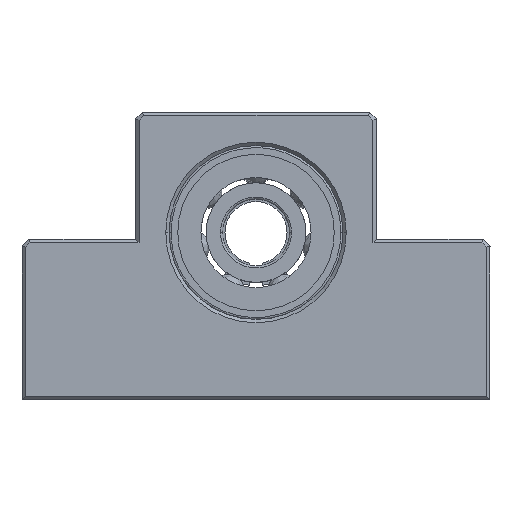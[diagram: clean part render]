
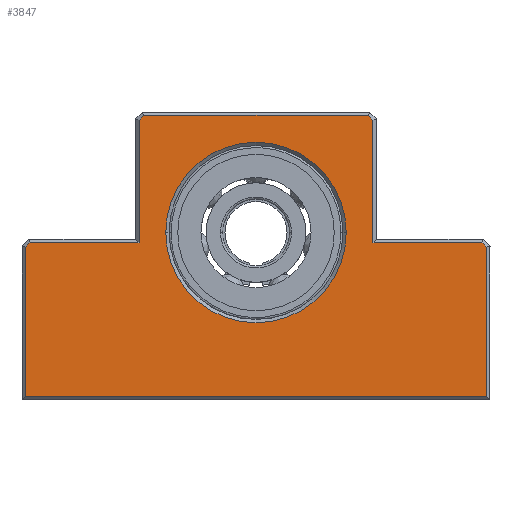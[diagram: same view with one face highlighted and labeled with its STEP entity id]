
A CAD part, top view. The second image highlights one B-rep face of the part: STEP entity #3847.
In plain terms, the highlighted planar face has unit normal (0, 0, 1).
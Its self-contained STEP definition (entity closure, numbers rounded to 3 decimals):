
#309 = VERTEX_POINT ( 'NONE', #2431 ) ;
#422 = EDGE_CURVE ( 'NONE', #1961, #15231, #5585, .T. ) ;
#1116 = DIRECTION ( 'NONE',  ( 0., 0., 1. ) ) ;
#1227 = ORIENTED_EDGE ( 'NONE', *, *, #14696, .T. ) ;
#1251 = CARTESIAN_POINT ( 'NONE',  ( -34.516, -6.321, 10. ) ) ;
#1556 = VECTOR ( 'NONE', #4031, 1000. ) ;
#1810 = DIRECTION ( 'NONE',  ( 1., 0., 0. ) ) ;
#1825 = LINE ( 'NONE', #28324, #21277 ) ;
#1896 = CARTESIAN_POINT ( 'NONE',  ( -0.016, -2.821, 10. ) ) ;
#1916 = CIRCLE ( 'NONE', #20867, 13.5 ) ;
#1961 = VERTEX_POINT ( 'NONE', #12563 ) ;
#2069 = CARTESIAN_POINT ( 'NONE',  ( -17.516, -6.321, 10. ) ) ;
#2431 = CARTESIAN_POINT ( 'NONE',  ( -13.516, -2.821, 10. ) ) ;
#3174 = EDGE_CURVE ( 'NONE', #11427, #23781, #3848, .T. ) ;
#3519 = LINE ( 'NONE', #23126, #7032 ) ;
#3530 = CARTESIAN_POINT ( 'NONE',  ( -0.016, -4.321, 10. ) ) ;
#3750 = CARTESIAN_POINT ( 'NONE',  ( -34.516, -27.321, 10. ) ) ;
#3780 = DIRECTION ( 'NONE',  ( -1., 0., 0. ) ) ;
#3847 = ADVANCED_FACE ( 'NONE', ( #12566, #25701 ), #17484, .T. ) ;
#3848 = LINE ( 'NONE', #6046, #14383 ) ;
#4031 = DIRECTION ( 'NONE',  ( -0.707, 0.707, 0. ) ) ;
#4277 = DIRECTION ( 'NONE',  ( 1., 0., 0. ) ) ;
#4384 = CARTESIAN_POINT ( 'NONE',  ( -17.516, -4.321, 10. ) ) ;
#4814 = EDGE_CURVE ( 'NONE', #309, #24571, #1916, .T. ) ;
#5301 = VECTOR ( 'NONE', #28364, 1000. ) ;
#5585 = LINE ( 'NONE', #10304, #16109 ) ;
#5791 = DIRECTION ( 'NONE',  ( -0.707, 0.707, 0. ) ) ;
#5842 = LINE ( 'NONE', #17573, #1556 ) ;
#6046 = CARTESIAN_POINT ( 'NONE',  ( -16.809, 14.679, 10. ) ) ;
#6112 = VERTEX_POINT ( 'NONE', #17067 ) ;
#6366 = DIRECTION ( 'NONE',  ( 1., 0., 0. ) ) ;
#6765 = VERTEX_POINT ( 'NONE', #24830 ) ;
#7026 = EDGE_LOOP ( 'NONE', ( #11632, #17166, #24233, #20301, #1227, #18452, #14492, #19193, #28694, #19858, #13246, #17776 ) ) ;
#7032 = VECTOR ( 'NONE', #20871, 1000. ) ;
#8338 = AXIS2_PLACEMENT_3D ( 'NONE', #19867, #1116, #26632 ) ;
#8609 = DIRECTION ( 'NONE',  ( 0., -1., 0. ) ) ;
#8774 = EDGE_CURVE ( 'NONE', #23781, #11299, #23880, .T. ) ;
#9314 = VECTOR ( 'NONE', #4277, 1000. ) ;
#9686 = EDGE_CURVE ( 'NONE', #28392, #6112, #5842, .T. ) ;
#10120 = VECTOR ( 'NONE', #8609, 1000. ) ;
#10221 = VECTOR ( 'NONE', #27616, 1000. ) ;
#10247 = VECTOR ( 'NONE', #13412, 1000. ) ;
#10304 = CARTESIAN_POINT ( 'NONE',  ( 17.484, 13.971, 10. ) ) ;
#10324 = DIRECTION ( 'NONE',  ( -1., 0., 0. ) ) ;
#10456 = DIRECTION ( 'NONE',  ( 0., -1., 0. ) ) ;
#11299 = VERTEX_POINT ( 'NONE', #4384 ) ;
#11332 = LINE ( 'NONE', #27144, #10247 ) ;
#11427 = VERTEX_POINT ( 'NONE', #18130 ) ;
#11632 = ORIENTED_EDGE ( 'NONE', *, *, #12567, .T. ) ;
#11809 = CARTESIAN_POINT ( 'NONE',  ( 34.484, -6.321, 10. ) ) ;
#12437 = CARTESIAN_POINT ( 'NONE',  ( -17.516, 13.971, 10. ) ) ;
#12563 = CARTESIAN_POINT ( 'NONE',  ( 17.484, 13.971, 10. ) ) ;
#12566 = FACE_BOUND ( 'NONE', #23793, .T. ) ;
#12567 = EDGE_CURVE ( 'NONE', #11299, #29106, #29259, .T. ) ;
#13064 = CIRCLE ( 'NONE', #8338, 13.5 ) ;
#13079 = CARTESIAN_POINT ( 'NONE',  ( -34.516, -27.321, 10. ) ) ;
#13163 = DIRECTION ( 'NONE',  ( 0., 0., 1. ) ) ;
#13246 = ORIENTED_EDGE ( 'NONE', *, *, #3174, .T. ) ;
#13412 = DIRECTION ( 'NONE',  ( 0., 1., 0. ) ) ;
#13496 = EDGE_CURVE ( 'NONE', #6112, #23414, #1825, .T. ) ;
#13801 = CARTESIAN_POINT ( 'NONE',  ( 34.484, -5.029, 10. ) ) ;
#14011 = ORIENTED_EDGE ( 'NONE', *, *, #4814, .F. ) ;
#14383 = VECTOR ( 'NONE', #23677, 1000. ) ;
#14492 = ORIENTED_EDGE ( 'NONE', *, *, #13496, .T. ) ;
#14696 = EDGE_CURVE ( 'NONE', #6765, #28392, #19745, .T. ) ;
#14953 = CARTESIAN_POINT ( 'NONE',  ( -33.809, -4.321, 10. ) ) ;
#15231 = VERTEX_POINT ( 'NONE', #20384 ) ;
#15466 = EDGE_CURVE ( 'NONE', #24571, #309, #13064, .T. ) ;
#15751 = EDGE_CURVE ( 'NONE', #29106, #26382, #3519, .T. ) ;
#16109 = VECTOR ( 'NONE', #5791, 1000. ) ;
#16631 = LINE ( 'NONE', #21288, #24399 ) ;
#17067 = CARTESIAN_POINT ( 'NONE',  ( 33.777, -4.321, 10. ) ) ;
#17166 = ORIENTED_EDGE ( 'NONE', *, *, #15751, .T. ) ;
#17484 = PLANE ( 'NONE',  #24621 ) ;
#17573 = CARTESIAN_POINT ( 'NONE',  ( 34.484, -5.029, 10. ) ) ;
#17650 = VERTEX_POINT ( 'NONE', #3750 ) ;
#17700 = LINE ( 'NONE', #1251, #27636 ) ;
#17776 = ORIENTED_EDGE ( 'NONE', *, *, #8774, .T. ) ;
#18130 = CARTESIAN_POINT ( 'NONE',  ( -16.809, 14.679, 10. ) ) ;
#18174 = EDGE_CURVE ( 'NONE', #17650, #6765, #21341, .T. ) ;
#18452 = ORIENTED_EDGE ( 'NONE', *, *, #9686, .T. ) ;
#19193 = ORIENTED_EDGE ( 'NONE', *, *, #23912, .T. ) ;
#19745 = LINE ( 'NONE', #11809, #10221 ) ;
#19850 = DIRECTION ( 'NONE',  ( 0., 0., 1. ) ) ;
#19858 = ORIENTED_EDGE ( 'NONE', *, *, #28978, .T. ) ;
#19867 = CARTESIAN_POINT ( 'NONE',  ( -0.016, -2.821, 10. ) ) ;
#20301 = ORIENTED_EDGE ( 'NONE', *, *, #18174, .T. ) ;
#20384 = CARTESIAN_POINT ( 'NONE',  ( 16.777, 14.679, 10. ) ) ;
#20867 = AXIS2_PLACEMENT_3D ( 'NONE', #1896, #19850, #6366 ) ;
#20871 = DIRECTION ( 'NONE',  ( -0.707, -0.707, 0. ) ) ;
#21277 = VECTOR ( 'NONE', #3780, 1000. ) ;
#21288 = CARTESIAN_POINT ( 'NONE',  ( -0.016, 14.679, 10. ) ) ;
#21341 = LINE ( 'NONE', #21943, #9314 ) ;
#21943 = CARTESIAN_POINT ( 'NONE',  ( -0.016, -27.321, 10. ) ) ;
#23126 = CARTESIAN_POINT ( 'NONE',  ( -33.809, -4.321, 10. ) ) ;
#23414 = VERTEX_POINT ( 'NONE', #29244 ) ;
#23677 = DIRECTION ( 'NONE',  ( -0.707, -0.707, 0. ) ) ;
#23781 = VERTEX_POINT ( 'NONE', #12437 ) ;
#23793 = EDGE_LOOP ( 'NONE', ( #23927, #14011 ) ) ;
#23880 = LINE ( 'NONE', #2069, #10120 ) ;
#23912 = EDGE_CURVE ( 'NONE', #23414, #1961, #11332, .T. ) ;
#23927 = ORIENTED_EDGE ( 'NONE', *, *, #15466, .F. ) ;
#24233 = ORIENTED_EDGE ( 'NONE', *, *, #28551, .T. ) ;
#24399 = VECTOR ( 'NONE', #10324, 1000. ) ;
#24571 = VERTEX_POINT ( 'NONE', #25752 ) ;
#24621 = AXIS2_PLACEMENT_3D ( 'NONE', #13079, #13163, #1810 ) ;
#24830 = CARTESIAN_POINT ( 'NONE',  ( 34.484, -27.321, 10. ) ) ;
#24883 = CARTESIAN_POINT ( 'NONE',  ( -34.516, -5.029, 10. ) ) ;
#25701 = FACE_OUTER_BOUND ( 'NONE', #7026, .T. ) ;
#25752 = CARTESIAN_POINT ( 'NONE',  ( 13.484, -2.821, 10. ) ) ;
#26382 = VERTEX_POINT ( 'NONE', #24883 ) ;
#26632 = DIRECTION ( 'NONE',  ( 1., 0., 0. ) ) ;
#27144 = CARTESIAN_POINT ( 'NONE',  ( 17.484, -6.321, 10. ) ) ;
#27616 = DIRECTION ( 'NONE',  ( 0., 1., 0. ) ) ;
#27636 = VECTOR ( 'NONE', #10456, 1000. ) ;
#28324 = CARTESIAN_POINT ( 'NONE',  ( -0.016, -4.321, 10. ) ) ;
#28364 = DIRECTION ( 'NONE',  ( -1., 0., 0. ) ) ;
#28392 = VERTEX_POINT ( 'NONE', #13801 ) ;
#28551 = EDGE_CURVE ( 'NONE', #26382, #17650, #17700, .T. ) ;
#28694 = ORIENTED_EDGE ( 'NONE', *, *, #422, .T. ) ;
#28978 = EDGE_CURVE ( 'NONE', #15231, #11427, #16631, .T. ) ;
#29106 = VERTEX_POINT ( 'NONE', #14953 ) ;
#29244 = CARTESIAN_POINT ( 'NONE',  ( 17.484, -4.321, 10. ) ) ;
#29259 = LINE ( 'NONE', #3530, #5301 ) ;
